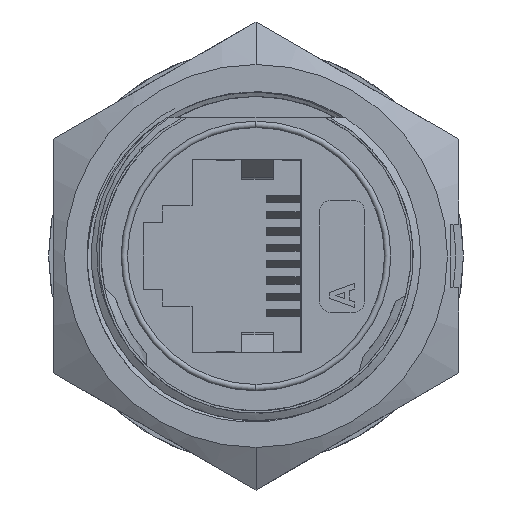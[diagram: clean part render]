
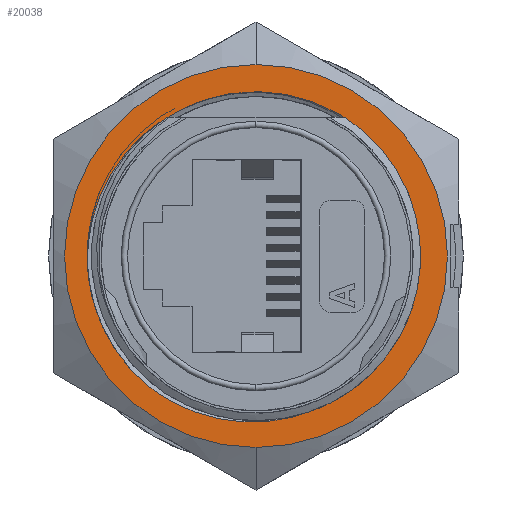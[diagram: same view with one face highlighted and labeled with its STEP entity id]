
A CAD part, left-side view. The second image highlights one B-rep face of the part: STEP entity #20038.
In plain terms, the highlighted planar face has unit normal (-1, 0, 0).
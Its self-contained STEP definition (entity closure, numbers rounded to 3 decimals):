
#4097=CARTESIAN_POINT('',(-10.3,0.,0.));
#4098=DIRECTION('',(-1.,0.,0.));
#4099=DIRECTION('',(0.,0.,1.));
#4100=AXIS2_PLACEMENT_3D('',#4097,#4098,#4099);
#4102=CARTESIAN_POINT('',(-10.3,0.,0.));
#4103=DIRECTION('',(-1.,0.,0.));
#4104=DIRECTION('',(0.,0.,-1.));
#4105=AXIS2_PLACEMENT_3D('',#4102,#4103,#4104);
#4107=CARTESIAN_POINT('',(-10.3,10.555,-0.802));
#4108=CARTESIAN_POINT('',(-10.3,10.568,-0.55));
#4109=CARTESIAN_POINT('',(-10.3,10.576,-0.049));
#4110=CARTESIAN_POINT('',(-10.3,10.535,0.702));
#4111=CARTESIAN_POINT('',(-10.3,10.441,1.447));
#4112=CARTESIAN_POINT('',(-10.3,10.294,2.183));
#4113=CARTESIAN_POINT('',(-10.3,10.096,2.905));
#4114=CARTESIAN_POINT('',(-10.3,9.846,3.611));
#4115=CARTESIAN_POINT('',(-10.3,9.548,4.296));
#4116=CARTESIAN_POINT('',(-10.3,9.201,4.957));
#4117=CARTESIAN_POINT('',(-10.3,8.809,5.591));
#4118=CARTESIAN_POINT('',(-10.3,8.374,6.195));
#4119=CARTESIAN_POINT('',(-10.3,7.897,6.765));
#4120=CARTESIAN_POINT('',(-10.3,7.381,7.299));
#4121=CARTESIAN_POINT('',(-10.3,6.829,7.794));
#4122=CARTESIAN_POINT('',(-10.3,6.243,8.248));
#4123=CARTESIAN_POINT('',(-10.3,5.628,8.659));
#4124=CARTESIAN_POINT('',(-10.3,5.2,8.901));
#4125=CARTESIAN_POINT('',(-10.3,4.981,9.015));
#4127=CARTESIAN_POINT('',(-10.3,6.779,-8.13));
#4128=CARTESIAN_POINT('',(-10.3,6.977,-7.965));
#4129=CARTESIAN_POINT('',(-10.3,7.359,-7.622));
#4130=CARTESIAN_POINT('',(-10.3,7.893,-7.068));
#4131=CARTESIAN_POINT('',(-10.3,8.385,-6.476));
#4132=CARTESIAN_POINT('',(-10.3,8.834,-5.849));
#4133=CARTESIAN_POINT('',(-10.3,9.235,-5.192));
#4134=CARTESIAN_POINT('',(-10.3,9.588,-4.507));
#4135=CARTESIAN_POINT('',(-10.3,9.89,-3.799));
#4136=CARTESIAN_POINT('',(-10.3,10.14,-3.07));
#4137=CARTESIAN_POINT('',(-10.3,10.337,-2.325));
#4138=CARTESIAN_POINT('',(-10.3,10.478,-1.568));
#4139=CARTESIAN_POINT('',(-10.3,10.536,-1.058));
#4140=CARTESIAN_POINT('',(-10.3,10.555,-0.802));
#4142=CARTESIAN_POINT('',(-10.3,-3.748,
-9.614));
#4143=CARTESIAN_POINT('',(-10.3,-3.521,
-9.709));
#4144=CARTESIAN_POINT('',(-10.3,-3.062,
-9.882));
#4145=CARTESIAN_POINT('',(-10.3,-2.354,
-10.092));
#4146=CARTESIAN_POINT('',(-10.3,-1.632,
-10.252));
#4147=CARTESIAN_POINT('',(-10.3,-0.9,
-10.36));
#4148=CARTESIAN_POINT('',(-10.3,-0.161,
-10.415));
#4149=CARTESIAN_POINT('',(-10.3,0.582,
-10.418));
#4150=CARTESIAN_POINT('',(-10.3,1.323,
-10.368));
#4151=CARTESIAN_POINT('',(-10.3,2.06,
-10.265));
#4152=CARTESIAN_POINT('',(-10.3,2.789,
-10.11));
#4153=CARTESIAN_POINT('',(-10.3,3.505,
-9.904));
#4154=CARTESIAN_POINT('',(-10.3,4.207,
-9.646));
#4155=CARTESIAN_POINT('',(-10.3,4.888,
-9.339));
#4156=CARTESIAN_POINT('',(-10.3,5.548,
-8.984));
#4157=CARTESIAN_POINT('',(-10.3,6.181,-8.582));
#4158=CARTESIAN_POINT('',(-10.3,6.583,-8.286));
#4159=CARTESIAN_POINT('',(-10.3,6.779,-8.13));
#4310=CARTESIAN_POINT('',(-10.3,-9.706,-3.447));
#4311=CARTESIAN_POINT('',(-10.3,-9.666,-3.569));
#4312=CARTESIAN_POINT('',(-10.3,-9.581,-3.813));
#4313=CARTESIAN_POINT('',(-10.3,-9.487,-4.053));
#4314=CARTESIAN_POINT('',(-10.3,-9.438,-4.172));
#4339=CARTESIAN_POINT('',(-10.3,-9.438,-4.172));
#4340=CARTESIAN_POINT('',(-10.3,-9.344,-4.383));
#4341=CARTESIAN_POINT('',(-10.3,-9.144,-4.799));
#4342=CARTESIAN_POINT('',(-10.3,-8.8,-5.403));
#4343=CARTESIAN_POINT('',(-10.3,-8.418,-5.981));
#4344=CARTESIAN_POINT('',(-10.3,-7.998,-6.533));
#4345=CARTESIAN_POINT('',(-10.3,-7.541,-7.055));
#4346=CARTESIAN_POINT('',(-10.3,-7.05,-7.545));
#4347=CARTESIAN_POINT('',(-10.3,-6.528,-8.001));
#4348=CARTESIAN_POINT('',(-10.3,-5.976,-8.422));
#4349=CARTESIAN_POINT('',(-10.3,-5.398,-8.804));
#4350=CARTESIAN_POINT('',(-10.3,-4.793,-9.147));
#4351=CARTESIAN_POINT('',(-10.3,-4.378,-9.347));
#4352=CARTESIAN_POINT('',(-10.3,-4.166,-9.44));
#4381=CARTESIAN_POINT('',(-10.3,-4.166,-9.44));
#4382=CARTESIAN_POINT('',(-10.3,-4.097,-9.471));
#4383=CARTESIAN_POINT('',(-10.3,-3.958,
-9.53));
#4384=CARTESIAN_POINT('',(-10.3,-3.818,
-9.587));
#4385=CARTESIAN_POINT('',(-10.3,-3.748,
-9.614));
#4913=CARTESIAN_POINT('',(-10.3,0.,0.));
#4914=DIRECTION('',(1.,0.,0.));
#4915=DIRECTION('',(0.,0.484,0.875));
#4916=AXIS2_PLACEMENT_3D('',#4913,#4914,#4915);
#14139=CARTESIAN_POINT('',(-10.3,0.,12.));
#14140=CARTESIAN_POINT('',(-10.3,0.,-12.));
#14141=VERTEX_POINT('',#14139);
#14142=VERTEX_POINT('',#14140);
#14157=VERTEX_POINT('',#4127);
#14158=VERTEX_POINT('',#4140);
#14159=VERTEX_POINT('',#4125);
#14178=VERTEX_POINT('',#4310);
#14179=VERTEX_POINT('',#4314);
#14181=VERTEX_POINT('',#4352);
#14199=VERTEX_POINT('',#4385);
#20012=CARTESIAN_POINT('',(-10.3,0.,0.));
#20013=DIRECTION('',(1.,0.,0.));
#20014=DIRECTION('',(0.,0.,1.));
#20015=AXIS2_PLACEMENT_3D('',#20012,#20013,#20014);
#20016=PLANE('',#20015);
#20018=ORIENTED_EDGE('',*,*,#20017,.F.);
#20019=ORIENTED_EDGE('',*,*,#19985,.F.);
#20020=EDGE_LOOP('',(#20018,#20019));
#20021=FACE_OUTER_BOUND('',#20020,.F.);
#20023=ORIENTED_EDGE('',*,*,#20022,.F.);
#20025=ORIENTED_EDGE('',*,*,#20024,.F.);
#20027=ORIENTED_EDGE('',*,*,#20026,.F.);
#20029=ORIENTED_EDGE('',*,*,#20028,.F.);
#20031=ORIENTED_EDGE('',*,*,#20030,.F.);
#20033=ORIENTED_EDGE('',*,*,#20032,.F.);
#20035=ORIENTED_EDGE('',*,*,#20034,.F.);
#20036=EDGE_LOOP('',(#20023,#20025,#20027,#20029,#20031,#20033,#20035));
#20037=FACE_BOUND('',#20036,.F.);
#20038=ADVANCED_FACE('',(#20021,#20037),#20016,.F.);
#4101=CIRCLE('',#4100,12.);
#4106=CIRCLE('',#4105,12.);
#4126=B_SPLINE_CURVE_WITH_KNOTS('',3,(#4107,#4108,#4109,#4110,#4111,#4112,#4113,
#4114,#4115,#4116,#4117,#4118,#4119,#4120,#4121,#4122,#4123,#4124,#4125),
.UNSPECIFIED.,.F.,.F.,(4,1,1,1,1,1,1,1,1,1,1,1,1,1,1,1,4),(0.,0.063,0.125,
0.188,0.25,0.313,0.375,0.438,0.5,0.563,0.625,0.688,
0.75,0.813,0.875,0.938,1.),.UNSPECIFIED.);
#4141=B_SPLINE_CURVE_WITH_KNOTS('',3,(#4127,#4128,#4129,#4130,#4131,#4132,#4133,
#4134,#4135,#4136,#4137,#4138,#4139,#4140),.UNSPECIFIED.,.F.,.F.,(4,1,1,1,1,1,1,
1,1,1,1,4),(0.,0.091,0.182,0.273,
0.364,0.455,0.545,0.636,
0.727,0.818,0.909,1.),.UNSPECIFIED.);
#4160=B_SPLINE_CURVE_WITH_KNOTS('',3,(#4142,#4143,#4144,#4145,#4146,#4147,#4148,
#4149,#4150,#4151,#4152,#4153,#4154,#4155,#4156,#4157,#4158,#4159),
.UNSPECIFIED.,.F.,.F.,(4,1,1,1,1,1,1,1,1,1,1,1,1,1,1,4),(0.,0.067,
0.133,0.2,0.267,0.333,0.4,
0.467,0.533,0.6,0.667,0.733,
0.8,0.867,0.933,1.),.UNSPECIFIED.);
#4315=B_SPLINE_CURVE_WITH_KNOTS('',3,(#4310,#4311,#4312,#4313,#4314),
.UNSPECIFIED.,.F.,.F.,(4,1,4),(0.,0.5,1.),.UNSPECIFIED.);
#4353=B_SPLINE_CURVE_WITH_KNOTS('',3,(#4339,#4340,#4341,#4342,#4343,#4344,#4345,
#4346,#4347,#4348,#4349,#4350,#4351,#4352),.UNSPECIFIED.,.F.,.F.,(4,1,1,1,1,1,1,
1,1,1,1,4),(0.,0.091,0.182,0.273,
0.364,0.455,0.545,0.636,
0.727,0.818,0.909,1.),.UNSPECIFIED.);
#4386=B_SPLINE_CURVE_WITH_KNOTS('',3,(#4381,#4382,#4383,#4384,#4385),
.UNSPECIFIED.,.F.,.F.,(4,1,4),(0.,0.5,1.),.UNSPECIFIED.);
#4917=CIRCLE('',#4916,10.3);
#19985=EDGE_CURVE('',#14142,#14141,#4106,.T.);
#20017=EDGE_CURVE('',#14141,#14142,#4101,.T.);
#20022=EDGE_CURVE('',#14178,#14179,#4315,.T.);
#20024=EDGE_CURVE('',#14159,#14178,#4917,.T.);
#20026=EDGE_CURVE('',#14158,#14159,#4126,.T.);
#20028=EDGE_CURVE('',#14157,#14158,#4141,.T.);
#20030=EDGE_CURVE('',#14199,#14157,#4160,.T.);
#20032=EDGE_CURVE('',#14181,#14199,#4386,.T.);
#20034=EDGE_CURVE('',#14179,#14181,#4353,.T.);
